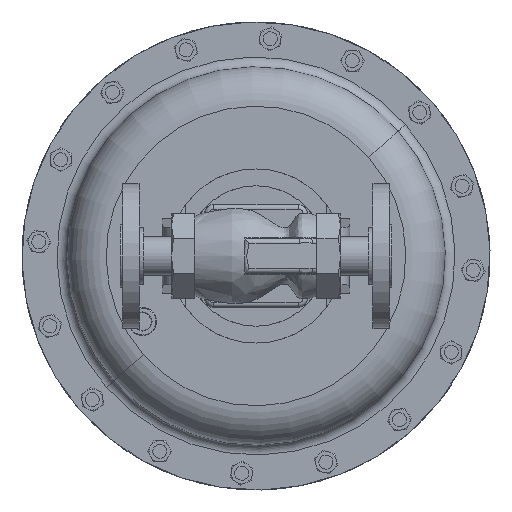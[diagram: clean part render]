
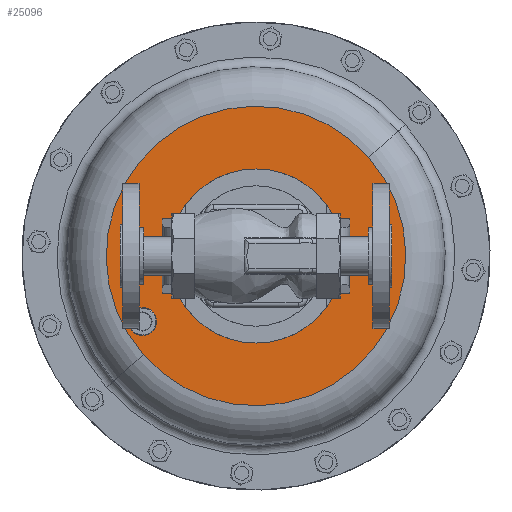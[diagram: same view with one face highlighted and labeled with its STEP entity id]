
A CAD part, front view. The second image highlights one B-rep face of the part: STEP entity #25096.
In plain terms, the highlighted planar face has unit normal (0, -1, 0).
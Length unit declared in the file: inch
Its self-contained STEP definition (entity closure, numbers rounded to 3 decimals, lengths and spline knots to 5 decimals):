
#546 = CARTESIAN_POINT ( 'NONE',  ( 0., 7.835, 0. ) ) ;
#768 = EDGE_LOOP ( 'NONE', ( #25516, #2104 ) ) ;
#1430 = AXIS2_PLACEMENT_3D ( 'NONE', #546, #25315, #9877 ) ;
#1561 = DIRECTION ( 'NONE',  ( -0.752, 0., -0.659 ) ) ;
#2104 = ORIENTED_EDGE ( 'NONE', *, *, #29256, .F. ) ;
#3108 = AXIS2_PLACEMENT_3D ( 'NONE', #10925, #4176, #20129 ) ;
#3313 = EDGE_CURVE ( 'NONE', #27427, #19814, #28202, .T. ) ;
#3719 = AXIS2_PLACEMENT_3D ( 'NONE', #20338, #20378, #20417 ) ;
#3814 = DIRECTION ( 'NONE',  ( 0., 1., 0. ) ) ;
#4056 = EDGE_CURVE ( 'NONE', #19814, #27427, #10356, .T. ) ;
#4176 = DIRECTION ( 'NONE',  ( 0., -1., 0. ) ) ;
#5324 = EDGE_LOOP ( 'NONE', ( #11547, #28357 ) ) ;
#7989 = CARTESIAN_POINT ( 'NONE',  ( 0., 7.835, 2.325 ) ) ;
#8107 = AXIS2_PLACEMENT_3D ( 'NONE', #8422, #24521, #10742 ) ;
#8422 = CARTESIAN_POINT ( 'NONE',  ( 0., 7.835, 0. ) ) ;
#9534 = CARTESIAN_POINT ( 'NONE',  ( -3.00736, 7.835, -2.63738 ) ) ;
#9642 = CARTESIAN_POINT ( 'NONE',  ( 0., 7.835, -2.325 ) ) ;
#9877 = DIRECTION ( 'NONE',  ( 1., 0., 0. ) ) ;
#10356 = CIRCLE ( 'NONE', #21783, 4. ) ;
#10498 = DIRECTION ( 'NONE',  ( -0.752, 0., -0.659 ) ) ;
#10664 = CARTESIAN_POINT ( 'NONE',  ( -3.03109, 7.835, -1.75 ) ) ;
#10742 = DIRECTION ( 'NONE',  ( 1., 0., 0. ) ) ;
#10925 = CARTESIAN_POINT ( 'NONE',  ( -2.63738, 7.835, 3.00736 ) ) ;
#11547 = ORIENTED_EDGE ( 'NONE', *, *, #3313, .F. ) ;
#11584 = ORIENTED_EDGE ( 'NONE', *, *, #16016, .T. ) ;
#11655 = VERTEX_POINT ( 'NONE', #12943 ) ;
#11668 = FACE_BOUND ( 'NONE', #23704, .T. ) ;
#12917 = DIRECTION ( 'NONE',  ( 0., 1., 0. ) ) ;
#12943 = CARTESIAN_POINT ( 'NONE',  ( -3.31303, 7.835, -1.99725 ) ) ;
#12953 = DIRECTION ( 'NONE',  ( -0.752, 0., -0.659 ) ) ;
#13291 = CIRCLE ( 'NONE', #8107, 2.325 ) ;
#14434 = EDGE_CURVE ( 'NONE', #21505, #20582, #15323, .T. ) ;
#15323 = CIRCLE ( 'NONE', #1430, 2.325 ) ;
#16016 = EDGE_CURVE ( 'NONE', #11655, #18524, #28473, .T. ) ;
#17003 = FACE_BOUND ( 'NONE', #768, .T. ) ;
#17795 = PLANE ( 'NONE',  #3108 ) ;
#18015 = CARTESIAN_POINT ( 'NONE',  ( 0., 7.835, 0. ) ) ;
#18524 = VERTEX_POINT ( 'NONE', #19396 ) ;
#19070 = ORIENTED_EDGE ( 'NONE', *, *, #29442, .T. ) ;
#19396 = CARTESIAN_POINT ( 'NONE',  ( -2.74915, 7.835, -1.50275 ) ) ;
#19814 = VERTEX_POINT ( 'NONE', #22586 ) ;
#20129 = DIRECTION ( 'NONE',  ( 0.752, 0., 0.659 ) ) ;
#20338 = CARTESIAN_POINT ( 'NONE',  ( -3.03109, 7.835, -1.75 ) ) ;
#20378 = DIRECTION ( 'NONE',  ( 0., 1., 0. ) ) ;
#20417 = DIRECTION ( 'NONE',  ( -0.752, 0., -0.659 ) ) ;
#20582 = VERTEX_POINT ( 'NONE', #7989 ) ;
#21505 = VERTEX_POINT ( 'NONE', #9642 ) ;
#21783 = AXIS2_PLACEMENT_3D ( 'NONE', #18015, #3814, #10498 ) ;
#22586 = CARTESIAN_POINT ( 'NONE',  ( 3.00736, 7.835, 2.63738 ) ) ;
#23332 = CIRCLE ( 'NONE', #23500, 0.375 ) ;
#23500 = AXIS2_PLACEMENT_3D ( 'NONE', #10664, #26902, #12953 ) ;
#23704 = EDGE_LOOP ( 'NONE', ( #11584, #19070 ) ) ;
#23858 = FACE_OUTER_BOUND ( 'NONE', #5324, .T. ) ;
#24521 = DIRECTION ( 'NONE',  ( 0., -1., 0. ) ) ;
#25096 = ADVANCED_FACE ( 'NONE', ( #17003, #23858, #11668 ), #17795, .T. ) ;
#25315 = DIRECTION ( 'NONE',  ( 0., -1., 0. ) ) ;
#25516 = ORIENTED_EDGE ( 'NONE', *, *, #14434, .F. ) ;
#26902 = DIRECTION ( 'NONE',  ( 0., 1., 0. ) ) ;
#27325 = AXIS2_PLACEMENT_3D ( 'NONE', #28463, #12917, #1561 ) ;
#27427 = VERTEX_POINT ( 'NONE', #9534 ) ;
#28202 = CIRCLE ( 'NONE', #27325, 4. ) ;
#28357 = ORIENTED_EDGE ( 'NONE', *, *, #4056, .F. ) ;
#28463 = CARTESIAN_POINT ( 'NONE',  ( 0., 7.835, 0. ) ) ;
#28473 = CIRCLE ( 'NONE', #3719, 0.375 ) ;
#29256 = EDGE_CURVE ( 'NONE', #20582, #21505, #13291, .T. ) ;
#29442 = EDGE_CURVE ( 'NONE', #18524, #11655, #23332, .T. ) ;
